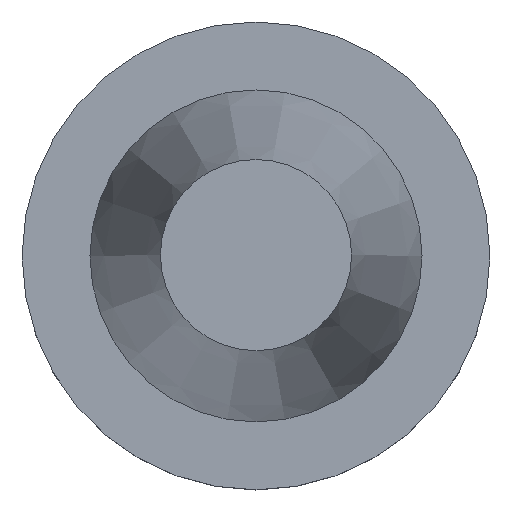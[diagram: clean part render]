
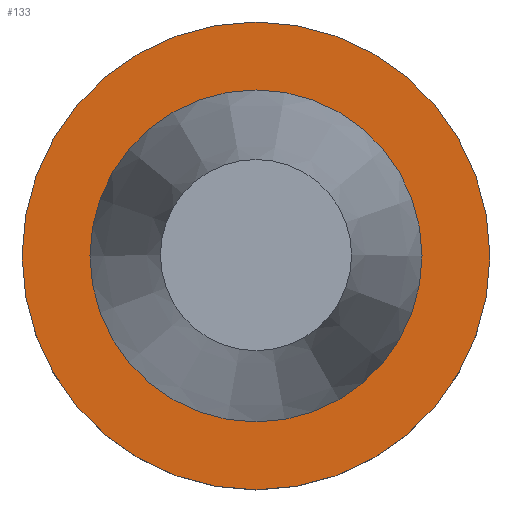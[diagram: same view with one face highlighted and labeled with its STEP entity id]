
A CAD part, top view. The second image highlights one B-rep face of the part: STEP entity #133.
In plain terms, the highlighted planar face has unit normal (0, 0, 1).
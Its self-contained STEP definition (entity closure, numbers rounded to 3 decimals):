
#18 = EDGE_CURVE ( 'NONE', #220, #220, #114, .T. ) ;
#29 = CARTESIAN_POINT ( 'NONE',  ( 34.925, 0., -1.5 ) ) ;
#31 = VERTEX_POINT ( 'NONE', #29 ) ;
#35 = FACE_BOUND ( 'NONE', #298, .T. ) ;
#37 = CARTESIAN_POINT ( 'NONE',  ( 49.215, 0., -1.5 ) ) ;
#49 = AXIS2_PLACEMENT_3D ( 'NONE', #375, #350, #244 ) ;
#80 = CIRCLE ( 'NONE', #233, 34.925 ) ;
#82 = EDGE_LOOP ( 'NONE', ( #325 ) ) ;
#114 = CIRCLE ( 'NONE', #253, 49.215 ) ;
#125 = PLANE ( 'NONE',  #49 ) ;
#133 = ADVANCED_FACE ( 'NONE', ( #35, #158 ), #125, .F. ) ;
#138 = ORIENTED_EDGE ( 'NONE', *, *, #204, .F. ) ;
#158 = FACE_OUTER_BOUND ( 'NONE', #82, .T. ) ;
#172 = DIRECTION ( 'NONE',  ( 1., 0., 0. ) ) ;
#176 = DIRECTION ( 'NONE',  ( 0., 0., 1. ) ) ;
#182 = CARTESIAN_POINT ( 'NONE',  ( 0., 0., -1.5 ) ) ;
#204 = EDGE_CURVE ( 'NONE', #31, #31, #80, .T. ) ;
#220 = VERTEX_POINT ( 'NONE', #37 ) ;
#233 = AXIS2_PLACEMENT_3D ( 'NONE', #293, #299, #172 ) ;
#244 = DIRECTION ( 'NONE',  ( -1., 0., 0. ) ) ;
#253 = AXIS2_PLACEMENT_3D ( 'NONE', #182, #176, #264 ) ;
#264 = DIRECTION ( 'NONE',  ( 1., 0., 0. ) ) ;
#293 = CARTESIAN_POINT ( 'NONE',  ( 0., 0., -1.5 ) ) ;
#298 = EDGE_LOOP ( 'NONE', ( #138 ) ) ;
#299 = DIRECTION ( 'NONE',  ( 0., 0., 1. ) ) ;
#325 = ORIENTED_EDGE ( 'NONE', *, *, #18, .T. ) ;
#350 = DIRECTION ( 'NONE',  ( 0., 0., -1. ) ) ;
#375 = CARTESIAN_POINT ( 'NONE',  ( 0., 49.215, -1.5 ) ) ;
